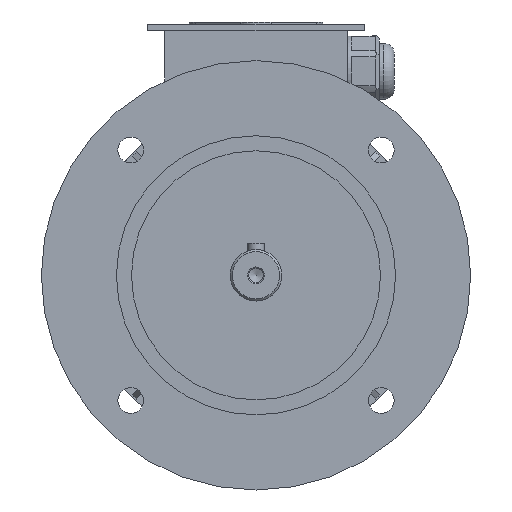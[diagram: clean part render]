
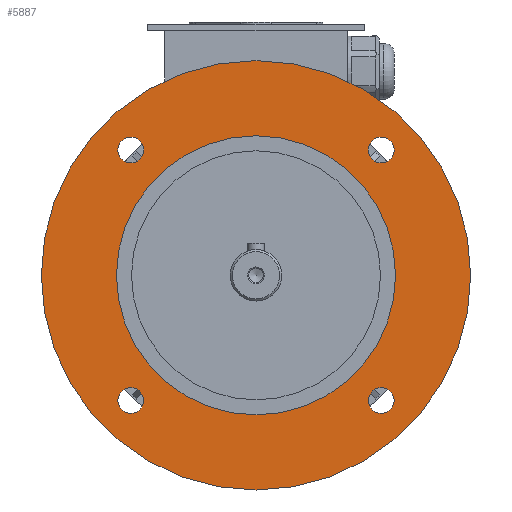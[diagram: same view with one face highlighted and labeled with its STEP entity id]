
A CAD part, front view. The second image highlights one B-rep face of the part: STEP entity #5887.
In plain terms, the highlighted planar face has unit normal (0, -1, 0).
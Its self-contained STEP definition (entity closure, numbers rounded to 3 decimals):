
#170=CIRCLE('',#6126,6.);
#172=CIRCLE('',#6129,6.);
#174=CIRCLE('',#6132,6.);
#179=CIRCLE('',#6139,65.);
#189=CIRCLE('',#6163,6.);
#190=CIRCLE('',#6164,100.);
#401=ORIENTED_EDGE('',*,*,#1604,.F.);
#402=ORIENTED_EDGE('',*,*,#1606,.F.);
#403=ORIENTED_EDGE('',*,*,#1608,.F.);
#404=ORIENTED_EDGE('',*,*,#1633,.F.);
#405=ORIENTED_EDGE('',*,*,#1634,.F.);
#406=ORIENTED_EDGE('',*,*,#1613,.T.);
#1604=EDGE_CURVE('',#2230,#2230,#170,.T.);
#1606=EDGE_CURVE('',#2232,#2232,#172,.T.);
#1608=EDGE_CURVE('',#2234,#2234,#174,.T.);
#1613=EDGE_CURVE('',#2239,#2239,#179,.T.);
#1633=EDGE_CURVE('',#2256,#2256,#189,.T.);
#1634=EDGE_CURVE('',#2257,#2257,#190,.T.);
#2230=VERTEX_POINT('',#7861);
#2232=VERTEX_POINT('',#7866);
#2234=VERTEX_POINT('',#7871);
#2239=VERTEX_POINT('',#7883);
#2256=VERTEX_POINT('',#8134);
#2257=VERTEX_POINT('',#8136);
#3455=EDGE_LOOP('',(#401));
#3456=EDGE_LOOP('',(#402));
#3457=EDGE_LOOP('',(#403));
#3458=EDGE_LOOP('',(#404));
#3459=EDGE_LOOP('',(#405));
#3460=EDGE_LOOP('',(#406));
#3742=FACE_BOUND('',#3455,.T.);
#3743=FACE_BOUND('',#3456,.T.);
#3744=FACE_BOUND('',#3457,.T.);
#3745=FACE_BOUND('',#3458,.T.);
#3746=FACE_BOUND('',#3459,.T.);
#3747=FACE_BOUND('',#3460,.T.);
#4001=PLANE('',#6162);
#5887=ADVANCED_FACE('',(#3742,#3743,#3744,#3745,#3746,#3747),#4001,.F.);
#6126=AXIS2_PLACEMENT_3D('',#7860,#6588,#6589);
#6129=AXIS2_PLACEMENT_3D('',#7865,#6594,#6595);
#6132=AXIS2_PLACEMENT_3D('',#7870,#6600,#6601);
#6139=AXIS2_PLACEMENT_3D('',#7882,#6614,#6615);
#6162=AXIS2_PLACEMENT_3D('',#8132,#6668,#6669);
#6163=AXIS2_PLACEMENT_3D('',#8133,#6670,#6671);
#6164=AXIS2_PLACEMENT_3D('',#8135,#6672,#6673);
#6588=DIRECTION('',(0.,-1.,0.));
#6589=DIRECTION('',(0.,0.,1.));
#6594=DIRECTION('',(0.,-1.,0.));
#6595=DIRECTION('',(-1.,0.,0.));
#6600=DIRECTION('',(0.,-1.,0.));
#6601=DIRECTION('',(0.,0.,-1.));
#6614=DIRECTION('',(0.,1.,0.));
#6615=DIRECTION('',(0.,0.,1.));
#6668=DIRECTION('',(0.,1.,0.));
#6669=DIRECTION('',(0.,0.,1.));
#6670=DIRECTION('',(0.,-1.,0.));
#6671=DIRECTION('',(1.,0.,0.));
#6672=DIRECTION('',(0.,1.,0.));
#6673=DIRECTION('',(1.,0.,0.));
#7860=CARTESIAN_POINT('',(-58.336,-27.,-58.336));
#7861=CARTESIAN_POINT('',(-58.336,-27.,-52.336));
#7865=CARTESIAN_POINT('',(58.336,-27.,-58.336));
#7866=CARTESIAN_POINT('',(52.336,-27.,-58.336));
#7870=CARTESIAN_POINT('',(58.336,-27.,58.336));
#7871=CARTESIAN_POINT('',(58.336,-27.,52.336));
#7882=CARTESIAN_POINT('',(0.,-27.,0.));
#7883=CARTESIAN_POINT('',(0.,-27.,65.));
#8132=CARTESIAN_POINT('',(0.,-27.,0.));
#8133=CARTESIAN_POINT('',(-58.336,-27.,58.336));
#8134=CARTESIAN_POINT('',(-52.336,-27.,58.336));
#8135=CARTESIAN_POINT('',(0.,-27.,0.));
#8136=CARTESIAN_POINT('',(100.,-27.,0.));
